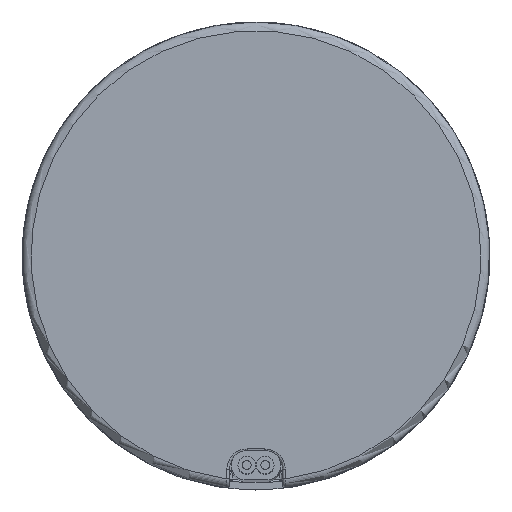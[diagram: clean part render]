
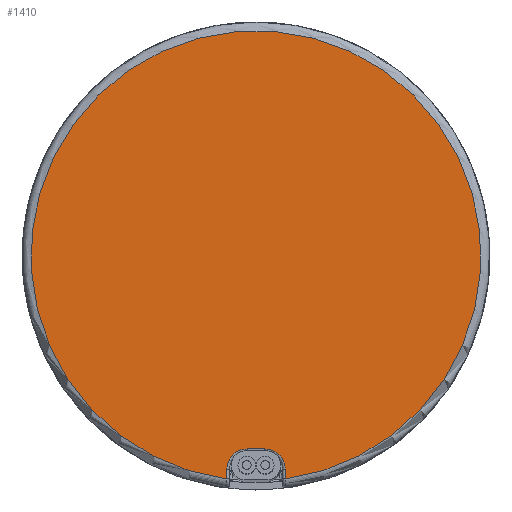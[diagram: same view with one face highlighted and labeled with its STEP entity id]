
A CAD part, top view. The second image highlights one B-rep face of the part: STEP entity #1410.
In plain terms, the highlighted face is planar.
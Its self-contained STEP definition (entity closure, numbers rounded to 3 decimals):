
#10=CARTESIAN_POINT('',(0.,0.,0.));
#20=DIRECTION('',(0.,0.,1.));
#30=DIRECTION('',(1.,0.,0.));
#40=AXIS2_PLACEMENT_3D('',#10,#20,#30);
#50=PLANE('',#40);
#60=CARTESIAN_POINT('',(0.,0.,0.));
#70=DIRECTION('',(0.,0.,1.));
#80=DIRECTION('',(1.,0.,0.));
#90=AXIS2_PLACEMENT_3D('',#60,#70,#80);
#100=CIRCLE('',#90,25.5);
#110=CARTESIAN_POINT('',(-25.286,-3.3,0.));
#120=VERTEX_POINT('',#110);
#130=CARTESIAN_POINT('',(-25.286,3.3,0.));
#140=VERTEX_POINT('',#130);
#150=EDGE_CURVE('',#120,#140,#100,.T.);
#160=ORIENTED_EDGE('',*,*,#150,.F.);
#170=CARTESIAN_POINT('',(0.,3.3,0.));
#180=DIRECTION('',(1.,0.,0.));
#190=VECTOR('',#180,1.);
#200=LINE('',#170,#190);
#210=CARTESIAN_POINT('',(-24.184,3.3,0.));
#220=VERTEX_POINT('',#210);
#230=EDGE_CURVE('',#140,#220,#200,.T.);
#240=ORIENTED_EDGE('',*,*,#230,.F.);
#250=CARTESIAN_POINT('',(-21.884,1.,0.));
#260=CARTESIAN_POINT('',(-21.884,1.015,0.));
#270=CARTESIAN_POINT('',(-21.884,1.03,0.));
#280=CARTESIAN_POINT('',(-21.886,1.093,0.));
#290=CARTESIAN_POINT('',(-21.888,1.14,0.));
#300=CARTESIAN_POINT('',(-21.897,1.25,0.));
#310=CARTESIAN_POINT('',(-21.905,1.312,0.));
#320=CARTESIAN_POINT('',(-21.925,1.435,0.));
#330=CARTESIAN_POINT('',(-21.938,1.497,0.));
#340=CARTESIAN_POINT('',(-21.968,1.618,0.));
#350=CARTESIAN_POINT('',(-21.986,1.678,0.));
#360=CARTESIAN_POINT('',(-22.026,1.797,0.));
#370=CARTESIAN_POINT('',(-22.048,1.855,0.));
#380=CARTESIAN_POINT('',(-22.098,1.97,0.));
#390=CARTESIAN_POINT('',(-22.125,2.026,0.));
#400=CARTESIAN_POINT('',(-22.184,2.137,0.));
#410=CARTESIAN_POINT('',(-22.216,2.191,0.));
#420=CARTESIAN_POINT('',(-22.283,2.296,0.));
#430=CARTESIAN_POINT('',(-22.319,2.347,0.));
#440=CARTESIAN_POINT('',(-22.395,2.447,0.));
#450=CARTESIAN_POINT('',(-22.435,2.495,0.));
#460=CARTESIAN_POINT('',(-22.519,2.588,0.));
#470=CARTESIAN_POINT('',(-22.563,2.632,0.));
#480=CARTESIAN_POINT('',(-22.654,2.718,0.));
#490=CARTESIAN_POINT('',(-22.701,2.759,0.));
#500=CARTESIAN_POINT('',(-22.799,2.837,0.));
#510=CARTESIAN_POINT('',(-22.85,2.874,0.));
#520=CARTESIAN_POINT('',(-22.954,2.944,0.));
#530=CARTESIAN_POINT('',(-23.007,2.977,0.));
#540=CARTESIAN_POINT('',(-23.116,3.038,0.));
#550=CARTESIAN_POINT('',(-23.172,3.066,0.));
#560=CARTESIAN_POINT('',(-23.286,3.118,0.));
#570=CARTESIAN_POINT('',(-23.344,3.142,0.));
#580=CARTESIAN_POINT('',(-23.461,3.184,0.));
#590=CARTESIAN_POINT('',(-23.521,3.203,0.));
#600=CARTESIAN_POINT('',(-23.642,3.236,0.));
#610=CARTESIAN_POINT('',(-23.703,3.25,0.));
#620=CARTESIAN_POINT('',(-23.826,3.273,0.));
#630=CARTESIAN_POINT('',(-23.888,3.282,0.));
#640=CARTESIAN_POINT('',(-24.012,3.294,0.));
#650=CARTESIAN_POINT('',(-24.075,3.298,0.));
#660=CARTESIAN_POINT('',(-24.153,3.3,0.));
#670=CARTESIAN_POINT('',(-24.169,3.3,0.));
#680=CARTESIAN_POINT('',(-24.184,3.3,0.));
#690=B_SPLINE_CURVE_WITH_KNOTS('',3,(#250,#260,#270,#280,#290,#300,#310,
#320,#330,#340,#350,#360,#370,#380,#390,#400,#410,#420,#430,#440,#450,
#460,#470,#480,#490,#500,#510,#520,#530,#540,#550,#560,#570,#580,#590,
#600,#610,#620,#630,#640,#650,#660,#670,#680),.UNSPECIFIED.,.F.,.F.,(4,2
,2,2,2,2,2,2,2,2,2,2,2,2,2,2,2,2,2,2,2,4),(0.,0.042,
0.175,0.35,0.525,0.7,
0.875,1.05,1.225,1.4,
1.575,1.75,1.925,2.1,
2.275,2.451,2.626,2.801,
2.976,3.151,3.326,3.369),
.UNSPECIFIED.);
#700=CARTESIAN_POINT('',(-21.884,1.,0.));
#710=VERTEX_POINT('',#700);
#720=EDGE_CURVE('',#710,#220,#690,.T.);
#730=ORIENTED_EDGE('',*,*,#720,.T.);
#740=CARTESIAN_POINT('',(-21.884,0.,0.));
#750=DIRECTION('',(0.,-1.,0.));
#760=VECTOR('',#750,1.);
#770=LINE('',#740,#760);
#780=CARTESIAN_POINT('',(-21.884,-1.,0.));
#790=VERTEX_POINT('',#780);
#800=EDGE_CURVE('',#710,#790,#770,.T.);
#810=ORIENTED_EDGE('',*,*,#800,.F.);
#820=CARTESIAN_POINT('',(-24.184,-3.3,0.));
#830=CARTESIAN_POINT('',(-24.169,-3.3,0.));
#840=CARTESIAN_POINT('',(-24.153,-3.3,0.));
#850=CARTESIAN_POINT('',(-24.075,-3.298,0.));
#860=CARTESIAN_POINT('',(-24.012,-3.294,0.));
#870=CARTESIAN_POINT('',(-23.888,-3.282,0.));
#880=CARTESIAN_POINT('',(-23.826,-3.273,0.));
#890=CARTESIAN_POINT('',(-23.703,-3.25,0.));
#900=CARTESIAN_POINT('',(-23.642,-3.236,0.));
#910=CARTESIAN_POINT('',(-23.521,-3.203,0.));
#920=CARTESIAN_POINT('',(-23.461,-3.184,0.));
#930=CARTESIAN_POINT('',(-23.344,-3.142,0.));
#940=CARTESIAN_POINT('',(-23.286,-3.118,0.));
#950=CARTESIAN_POINT('',(-23.172,-3.066,0.));
#960=CARTESIAN_POINT('',(-23.116,-3.038,0.));
#970=CARTESIAN_POINT('',(-23.007,-2.977,0.));
#980=CARTESIAN_POINT('',(-22.954,-2.944,0.));
#990=CARTESIAN_POINT('',(-22.85,-2.874,0.));
#1000=CARTESIAN_POINT('',(-22.799,-2.837,0.));
#1010=CARTESIAN_POINT('',(-22.701,-2.759,0.));
#1020=CARTESIAN_POINT('',(-22.654,-2.718,0.));
#1030=CARTESIAN_POINT('',(-22.563,-2.632,0.));
#1040=CARTESIAN_POINT('',(-22.519,-2.588,0.));
#1050=CARTESIAN_POINT('',(-22.435,-2.495,0.));
#1060=CARTESIAN_POINT('',(-22.395,-2.447,0.));
#1070=CARTESIAN_POINT('',(-22.319,-2.347,0.));
#1080=CARTESIAN_POINT('',(-22.283,-2.296,0.));
#1090=CARTESIAN_POINT('',(-22.216,-2.191,0.));
#1100=CARTESIAN_POINT('',(-22.184,-2.137,0.));
#1110=CARTESIAN_POINT('',(-22.125,-2.026,0.));
#1120=CARTESIAN_POINT('',(-22.098,-1.97,0.));
#1130=CARTESIAN_POINT('',(-22.048,-1.855,0.));
#1140=CARTESIAN_POINT('',(-22.026,-1.797,0.));
#1150=CARTESIAN_POINT('',(-21.986,-1.678,0.));
#1160=CARTESIAN_POINT('',(-21.968,-1.618,0.));
#1170=CARTESIAN_POINT('',(-21.938,-1.497,0.));
#1180=CARTESIAN_POINT('',(-21.925,-1.435,0.));
#1190=CARTESIAN_POINT('',(-21.905,-1.312,0.));
#1200=CARTESIAN_POINT('',(-21.897,-1.25,0.));
#1210=CARTESIAN_POINT('',(-21.887,-1.125,0.));
#1220=CARTESIAN_POINT('',(-21.884,-1.063,0.));
#1230=CARTESIAN_POINT('',(-21.884,-0.937,0.));
#1240=CARTESIAN_POINT('',(-21.887,-0.875,0.));
#1250=CARTESIAN_POINT('',(-21.895,-0.775,0.));
#1260=CARTESIAN_POINT('',(-21.899,-0.738,0.));
#1270=CARTESIAN_POINT('',(-21.904,-0.701,0.));
#1280=B_SPLINE_CURVE_WITH_KNOTS('',3,(#820,#830,#840,#850,#860,#870,#880
,#890,#900,#910,#920,#930,#940,#950,#960,#970,#980,#990,#1000,#1010,
#1020,#1030,#1040,#1050,#1060,#1070,#1080,#1090,#1100,#1110,#1120,#1130,
#1140,#1150,#1160,#1170,#1180,#1190,#1200,#1210,#1220,#1230,#1240,#1250,
#1260,#1270),.UNSPECIFIED.,.F.,.F.,(4,2,2,2,2,2,2,2,2,2,2,2,2,2,2,2,2,2,
2,2,2,2,4),(0.,0.044,0.219,0.394,
0.569,0.744,0.919,1.094,
1.269,1.444,1.619,1.794,
1.969,2.144,2.319,2.494,
2.669,2.844,3.019,3.194,
3.369,3.544,3.649),.UNSPECIFIED.);
#1290=CARTESIAN_POINT('',(-24.184,-3.3,0.));
#1300=VERTEX_POINT('',#1290);
#1310=EDGE_CURVE('',#1300,#790,#1280,.T.);
#1320=ORIENTED_EDGE('',*,*,#1310,.T.);
#1330=CARTESIAN_POINT('',(0.,-3.3,0.));
#1340=DIRECTION('',(1.,0.,0.));
#1350=VECTOR('',#1340,1.);
#1360=LINE('',#1330,#1350);
#1370=EDGE_CURVE('',#120,#1300,#1360,.T.);
#1380=ORIENTED_EDGE('',*,*,#1370,.T.);
#1390=EDGE_LOOP('',(#1380,#1320,#810,#730,#240,#160));
#1400=FACE_OUTER_BOUND('',#1390,.T.);
#1410=ADVANCED_FACE('',(#1400),#50,.F.);
